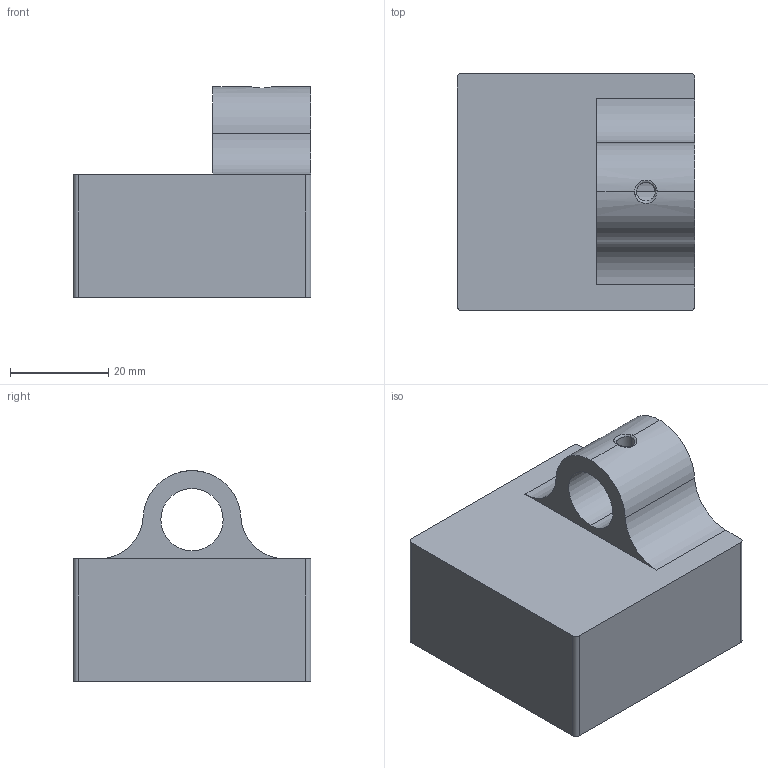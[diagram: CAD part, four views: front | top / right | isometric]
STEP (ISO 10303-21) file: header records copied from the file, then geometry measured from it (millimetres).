
FILE_DESCRIPTION (( 'STEP AP203' ), '1' );
FILE_NAME ('Part6.STEP', '2025-08-11T14:34:07', ( '' ), ( '' ), 'SwSTEP 2.0', 'SolidWorks 2025', '' );
FILE_SCHEMA (( 'CONFIG_CONTROL_DESIGN' ));
Length unit declared in the file: millimetre
Products named in the file (1): Part6
Bounding box: 48.5 x 48.5 x 43 mm (x, y, z)
Volume: 31374.7 mm3; surface area: 14582.2 mm2
Topology: 1 solids, 1 shells, 36 faces, 103 edges, 68 vertices
Faces by surface type: cylinder 18, plane 16, bspline 2
Entity records: 1591 total; most frequent: CARTESIAN_POINT 557, ORIENTED_EDGE 206, DIRECTION 197, EDGE_CURVE 103, AXIS2_PLACEMENT_3D 69, VERTEX_POINT 68, LINE 59, VECTOR 59
